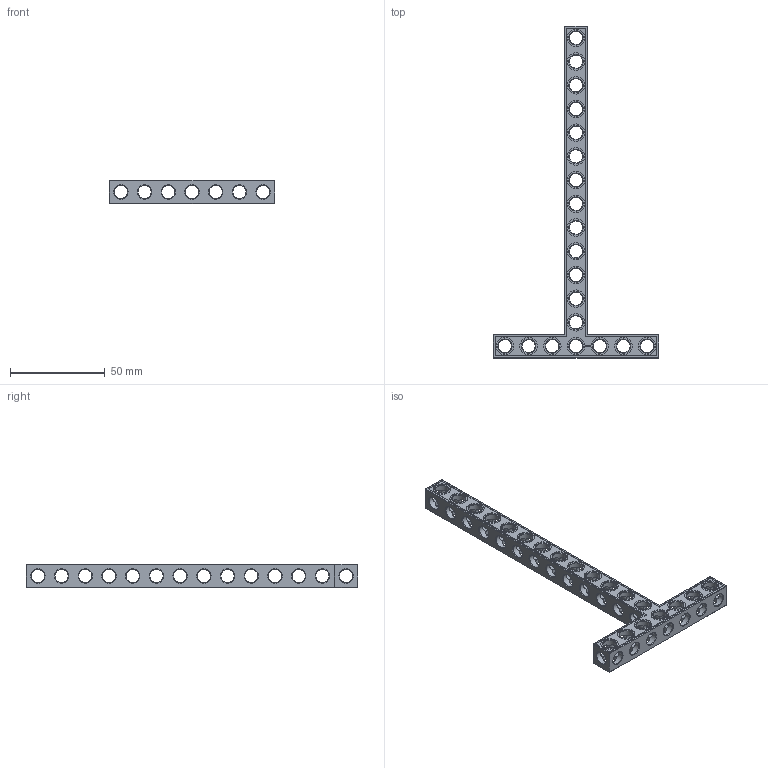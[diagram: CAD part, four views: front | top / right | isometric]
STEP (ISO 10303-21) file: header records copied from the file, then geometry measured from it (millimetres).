
FILE_DESCRIPTION(('FreeCAD Model'),'2;1');
FILE_NAME('Open CASCADE Shape Model','2021-08-09T15:18:28',( 'Paulo Kiefe'),('STEMFIE.org'),'Open CASCADE STEP processor 7.4', 'FreeCAD','Unknown');
FILE_SCHEMA(('AUTOMOTIVE_DESIGN { 1 0 10303 214 1 1 1 1 }'));
Products named in the file (1): Beam_TSH_SYM_ESS_BU07x14x01_-_SPN-BEM-1050_(stemfie.org)
Bounding box: 87.5 x 175 x 12.5 mm (x, y, z)
Volume: 19520.1 mm3; surface area: 17569.2 mm2
Topology: 1 solids, 1 shells, 754 faces, 2287 edges, 1510 vertices
Faces by surface type: plane 395, extrusion 150, cylinder 125, cone 84
Full cylindrical faces by diameter (mm): 7 x101, 9.2 x20
Entity records: 68289 total; most frequent: CARTESIAN_POINT 19891, DIRECTION 7153, ORIENTED_EDGE 4574, PCURVE 4574, DEFINITIONAL_REPRESENTATION 4574, VECTOR 4571, LINE 4421, EDGE_CURVE 2287
